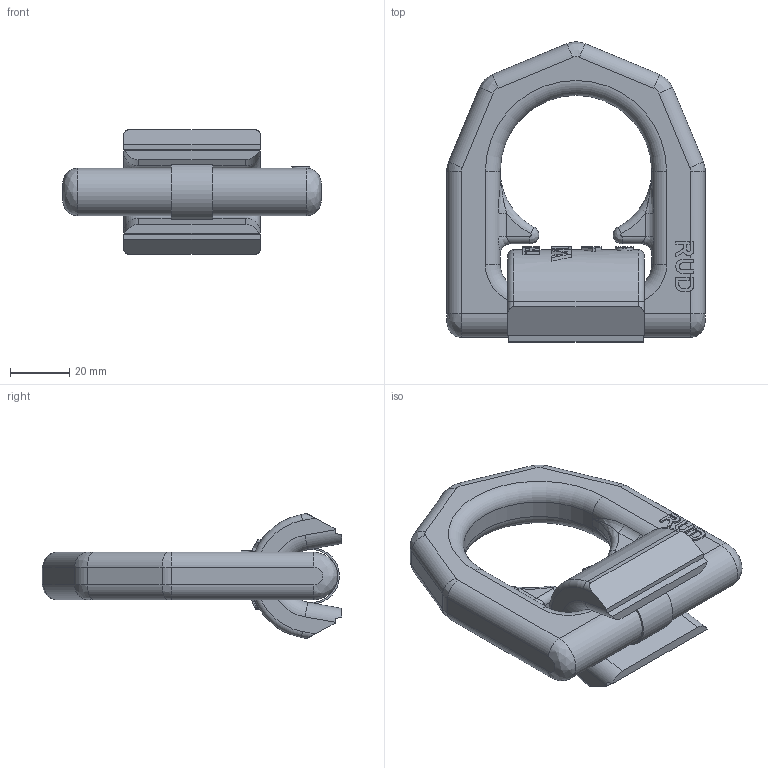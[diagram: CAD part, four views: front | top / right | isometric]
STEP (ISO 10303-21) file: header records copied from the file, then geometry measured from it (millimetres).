
FILE_DESCRIPTION((''),'2;1');
FILE_NAME('001-M32119-P6_ASM','2018-11-26T',('anja.joas'),(''),'PRO/ENGINEER BY PARAMETRIC TECHNOLOGY CORPORATION, 2011490','PRO/ENGINEER BY PARAMETRIC TECHNOLOGY CORPORATION, 2011490','');
FILE_SCHEMA(('CONFIG_CONTROL_DESIGN'));
Length unit declared in the file: millimetre
Products named in the file (4): 001-M32119-P-30_AF0; 001-M32119-P5_ASM; 001-M34885-P1; 001-M32119-P6_ASM
Assembly tree (3 placements, depth 3):
  001-M32119-P6_ASM
    001-M32119-P5_ASM
      001-M32119-P-30_AF0
    001-M34885-P1
Bounding box: 87 x 100.98 x 42 mm (x, y, z)
Volume: 100720.2 mm3; surface area: 24751.5 mm2
Topology: 2 solids, 2 shells, 450 faces, 1209 edges, 780 vertices
Faces by surface type: plane 314, cylinder 89, bspline 28, torus 18, extrusion 1
Entity records: 15935 total; most frequent: CARTESIAN_POINT 4957, ORIENTED_EDGE 2418, DIRECTION 2082, EDGE_CURVE 1209, VERTEX_POINT 780, AXIS2_PLACEMENT_3D 711, VECTOR 660, LINE 659
